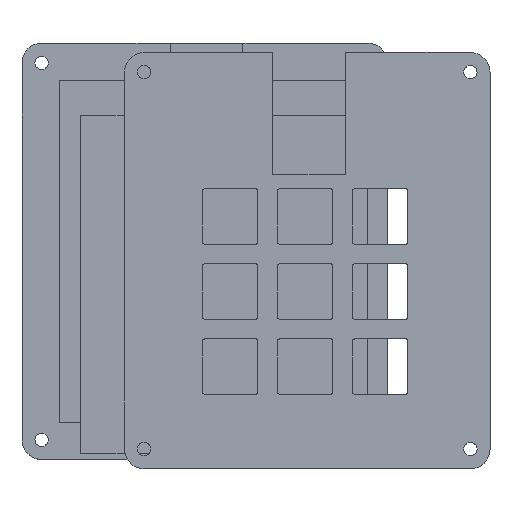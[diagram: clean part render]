
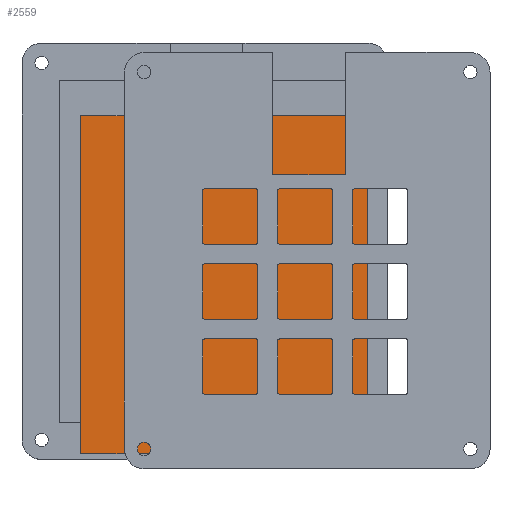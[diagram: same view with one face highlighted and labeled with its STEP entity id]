
A CAD part, top view. The second image highlights one B-rep face of the part: STEP entity #2559.
In plain terms, the highlighted planar face has unit normal (0, 0, 1).
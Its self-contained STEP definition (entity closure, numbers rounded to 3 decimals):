
#255=FACE_OUTER_BOUND('',#425,.T.);
#425=EDGE_LOOP('',(#2347,#2348,#2349,#2350));
#665=LINE('',#4294,#913);
#668=LINE('',#4300,#916);
#671=LINE('',#4306,#919);
#674=LINE('',#4310,#922);
#913=VECTOR('',#3555,10.);
#916=VECTOR('',#3560,10.);
#919=VECTOR('',#3565,10.);
#922=VECTOR('',#3570,10.);
#1269=VERTEX_POINT('',#4291);
#1270=VERTEX_POINT('',#4293);
#1272=VERTEX_POINT('',#4299);
#1274=VERTEX_POINT('',#4305);
#1625=EDGE_CURVE('',#1270,#1269,#665,.T.);
#1628=EDGE_CURVE('',#1272,#1270,#668,.T.);
#1631=EDGE_CURVE('',#1274,#1272,#671,.T.);
#1634=EDGE_CURVE('',#1269,#1274,#674,.T.);
#2347=ORIENTED_EDGE('',*,*,#1634,.T.);
#2348=ORIENTED_EDGE('',*,*,#1631,.T.);
#2349=ORIENTED_EDGE('',*,*,#1628,.T.);
#2350=ORIENTED_EDGE('',*,*,#1625,.T.);
#2428=PLANE('',#2831);
#2559=ADVANCED_FACE('',(#255),#2428,.T.);
#2831=AXIS2_PLACEMENT_3D('',#4311,#3571,#3572);
#3555=DIRECTION('',(0.,-1.,0.));
#3560=DIRECTION('',(-1.,0.,0.));
#3565=DIRECTION('',(0.,1.,0.));
#3570=DIRECTION('',(1.,0.,0.));
#3571=DIRECTION('center_axis',(0.,0.,1.));
#3572=DIRECTION('ref_axis',(1.,0.,0.));
#4291=CARTESIAN_POINT('',(-28.346,-44.7,22.));
#4293=CARTESIAN_POINT('',(-28.346,41.,22.));
#4294=CARTESIAN_POINT('',(-28.346,-44.7,22.));
#4299=CARTESIAN_POINT('',(44.454,41.,22.));
#4300=CARTESIAN_POINT('',(-28.346,41.,22.));
#4305=CARTESIAN_POINT('',(44.454,-44.7,22.));
#4306=CARTESIAN_POINT('',(44.454,41.,22.));
#4310=CARTESIAN_POINT('',(44.454,-44.7,22.));
#4311=CARTESIAN_POINT('Origin',(8.054,-1.85,22.));
